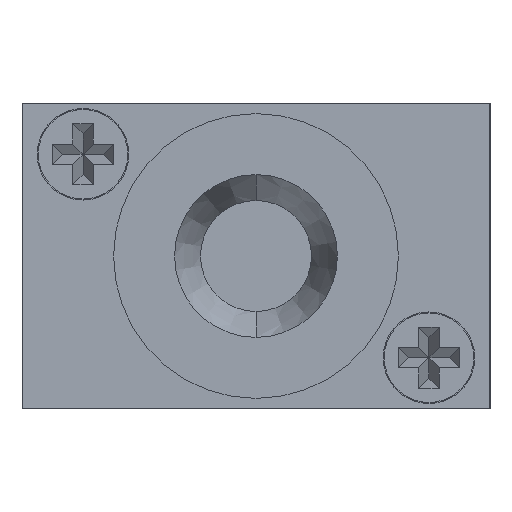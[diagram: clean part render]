
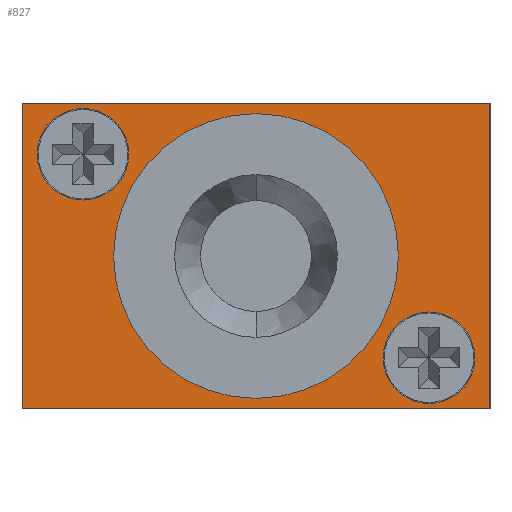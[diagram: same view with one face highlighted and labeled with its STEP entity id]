
A CAD part, left-side view. The second image highlights one B-rep face of the part: STEP entity #827.
In plain terms, the highlighted face is planar.
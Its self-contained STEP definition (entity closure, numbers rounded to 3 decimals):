
#89 = PLANE ( 'NONE',  #3152 ) ;
#90 = CARTESIAN_POINT ( 'NONE',  ( 7.5, -11.5, 11.5 ) ) ;
#91 = DIRECTION ( 'NONE',  ( 0., 0., 1. ) ) ;
#92 = DIRECTION ( 'NONE',  ( 1., 0., 0. ) ) ;
#479 = CIRCLE ( 'NONE', #3650, 2.25 ) ;
#485 = CIRCLE ( 'NONE', #3652, 2.25 ) ;
#524 = CIRCLE ( 'NONE', #3675, 7. ) ;
#580 = CIRCLE ( 'NONE', #3682, 2.25 ) ;
#581 = LINE ( 'NONE', #1309, #583 ) ;
#582 = CIRCLE ( 'NONE', #3683, 2.25 ) ;
#583 = VECTOR ( 'NONE', #1310, 1000. ) ;
#584 = LINE ( 'NONE', #1311, #585 ) ;
#585 = VECTOR ( 'NONE', #1312, 1000. ) ;
#586 = LINE ( 'NONE', #1313, #587 ) ;
#587 = VECTOR ( 'NONE', #1314, 1000. ) ;
#588 = LINE ( 'NONE', #1315, #589 ) ;
#589 = VECTOR ( 'NONE', #1316, 1000. ) ;
#591 = CIRCLE ( 'NONE', #3684, 7. ) ;
#827 = ADVANCED_FACE ( 'NONE', ( #2410, #2411, #2412, #2413 ), #89, .T. ) ;
#864 = ORIENTED_EDGE ( 'NONE', *, *, #2929, .F. ) ;
#865 = ORIENTED_EDGE ( 'NONE', *, *, #1021, .F. ) ;
#866 = ORIENTED_EDGE ( 'NONE', *, *, #2930, .F. ) ;
#867 = ORIENTED_EDGE ( 'NONE', *, *, #1025, .F. ) ;
#868 = ORIENTED_EDGE ( 'NONE', *, *, #2931, .T. ) ;
#869 = ORIENTED_EDGE ( 'NONE', *, *, #2932, .T. ) ;
#870 = ORIENTED_EDGE ( 'NONE', *, *, #2933, .T. ) ;
#871 = ORIENTED_EDGE ( 'NONE', *, *, #2934, .T. ) ;
#872 = ORIENTED_EDGE ( 'NONE', *, *, #2935, .F. ) ;
#873 = ORIENTED_EDGE ( 'NONE', *, *, #2897, .F. ) ;
#1021 = EDGE_CURVE ( 'NONE', #2578, #2589, #479, .T. ) ;
#1025 = EDGE_CURVE ( 'NONE', #2584, #2582, #485, .T. ) ;
#1232 = CARTESIAN_POINT ( 'NONE',  ( 0., 0., 11.5 ) ) ;
#1233 = DIRECTION ( 'NONE',  ( 0., 0., 1. ) ) ;
#1234 = DIRECTION ( 'NONE',  ( 1., 0., 0. ) ) ;
#1303 = CARTESIAN_POINT ( 'NONE',  ( -5., -8.5, 11.5 ) ) ;
#1304 = DIRECTION ( 'NONE',  ( 0., 0., 1. ) ) ;
#1305 = DIRECTION ( 'NONE',  ( 1., 0., 0. ) ) ;
#1306 = CARTESIAN_POINT ( 'NONE',  ( 5., 8.5, 11.5 ) ) ;
#1307 = DIRECTION ( 'NONE',  ( 0., 0., 1. ) ) ;
#1308 = DIRECTION ( 'NONE',  ( 1., 0., 0. ) ) ;
#1309 = CARTESIAN_POINT ( 'NONE',  ( 7.5, 11.5, 11.5 ) ) ;
#1310 = DIRECTION ( 'NONE',  ( 0., 1., 0. ) ) ;
#1311 = CARTESIAN_POINT ( 'NONE',  ( -7.5, 11.5, 11.5 ) ) ;
#1312 = DIRECTION ( 'NONE',  ( -1., 0., 0. ) ) ;
#1313 = CARTESIAN_POINT ( 'NONE',  ( -7.5, 11.5, 11.5 ) ) ;
#1314 = DIRECTION ( 'NONE',  ( 0., -1., 0. ) ) ;
#1315 = CARTESIAN_POINT ( 'NONE',  ( -7.5, -11.5, 11.5 ) ) ;
#1316 = DIRECTION ( 'NONE',  ( 1., 0., 0. ) ) ;
#1317 = CARTESIAN_POINT ( 'NONE',  ( 0., 0., 11.5 ) ) ;
#1318 = DIRECTION ( 'NONE',  ( 0., 0., 1. ) ) ;
#1319 = DIRECTION ( 'NONE',  ( 1., 0., 0. ) ) ;
#2410 = FACE_BOUND ( 'NONE', #3265, .T. ) ;
#2411 = FACE_BOUND ( 'NONE', #3264, .T. ) ;
#2412 = FACE_OUTER_BOUND ( 'NONE', #3262, .T. ) ;
#2413 = FACE_BOUND ( 'NONE', #3261, .T. ) ;
#2535 = VERTEX_POINT ( 'NONE', #3478 ) ;
#2538 = VERTEX_POINT ( 'NONE', #3481 ) ;
#2557 = VERTEX_POINT ( 'NONE', #3500 ) ;
#2558 = VERTEX_POINT ( 'NONE', #3501 ) ;
#2559 = VERTEX_POINT ( 'NONE', #3502 ) ;
#2560 = VERTEX_POINT ( 'NONE', #3503 ) ;
#2578 = VERTEX_POINT ( 'NONE', #3518 ) ;
#2582 = VERTEX_POINT ( 'NONE', #3522 ) ;
#2584 = VERTEX_POINT ( 'NONE', #3524 ) ;
#2589 = VERTEX_POINT ( 'NONE', #3529 ) ;
#2897 = EDGE_CURVE ( 'NONE', #2538, #2535, #524, .T. ) ;
#2929 = EDGE_CURVE ( 'NONE', #2589, #2578, #580, .T. ) ;
#2930 = EDGE_CURVE ( 'NONE', #2582, #2584, #582, .T. ) ;
#2931 = EDGE_CURVE ( 'NONE', #2560, #2559, #581, .T. ) ;
#2932 = EDGE_CURVE ( 'NONE', #2559, #2558, #584, .T. ) ;
#2933 = EDGE_CURVE ( 'NONE', #2558, #2557, #586, .T. ) ;
#2934 = EDGE_CURVE ( 'NONE', #2557, #2560, #588, .T. ) ;
#2935 = EDGE_CURVE ( 'NONE', #2535, #2538, #591, .T. ) ;
#3152 = AXIS2_PLACEMENT_3D ( 'NONE', #90, #91, #92 ) ;
#3261 = EDGE_LOOP ( 'NONE', ( #872, #873 ) ) ;
#3262 = EDGE_LOOP ( 'NONE', ( #868, #869, #870, #871 ) ) ;
#3264 = EDGE_LOOP ( 'NONE', ( #866, #867 ) ) ;
#3265 = EDGE_LOOP ( 'NONE', ( #864, #865 ) ) ;
#3358 = CARTESIAN_POINT ( 'NONE',  ( -5., -8.5, 11.5 ) ) ;
#3359 = DIRECTION ( 'NONE',  ( 0., 0., 1. ) ) ;
#3360 = DIRECTION ( 'NONE',  ( 1., 0., 0. ) ) ;
#3368 = CARTESIAN_POINT ( 'NONE',  ( 5., 8.5, 11.5 ) ) ;
#3369 = DIRECTION ( 'NONE',  ( 0., 0., 1. ) ) ;
#3370 = DIRECTION ( 'NONE',  ( 1., 0., 0. ) ) ;
#3478 = CARTESIAN_POINT ( 'NONE',  ( -7., 0., 11.5 ) ) ;
#3481 = CARTESIAN_POINT ( 'NONE',  ( 7., 0., 11.5 ) ) ;
#3500 = CARTESIAN_POINT ( 'NONE',  ( -7.5, -11.5, 11.5 ) ) ;
#3501 = CARTESIAN_POINT ( 'NONE',  ( -7.5, 11.5, 11.5 ) ) ;
#3502 = CARTESIAN_POINT ( 'NONE',  ( 7.5, 11.5, 11.5 ) ) ;
#3503 = CARTESIAN_POINT ( 'NONE',  ( 7.5, -11.5, 11.5 ) ) ;
#3518 = CARTESIAN_POINT ( 'NONE',  ( -7.25, -8.5, 11.5 ) ) ;
#3522 = CARTESIAN_POINT ( 'NONE',  ( 7.25, 8.5, 11.5 ) ) ;
#3524 = CARTESIAN_POINT ( 'NONE',  ( 2.75, 8.5, 11.5 ) ) ;
#3529 = CARTESIAN_POINT ( 'NONE',  ( -2.75, -8.5, 11.5 ) ) ;
#3650 = AXIS2_PLACEMENT_3D ( 'NONE', #3358, #3359, #3360 ) ;
#3652 = AXIS2_PLACEMENT_3D ( 'NONE', #3368, #3369, #3370 ) ;
#3675 = AXIS2_PLACEMENT_3D ( 'NONE', #1232, #1233, #1234 ) ;
#3682 = AXIS2_PLACEMENT_3D ( 'NONE', #1303, #1304, #1305 ) ;
#3683 = AXIS2_PLACEMENT_3D ( 'NONE', #1306, #1307, #1308 ) ;
#3684 = AXIS2_PLACEMENT_3D ( 'NONE', #1317, #1318, #1319 ) ;
